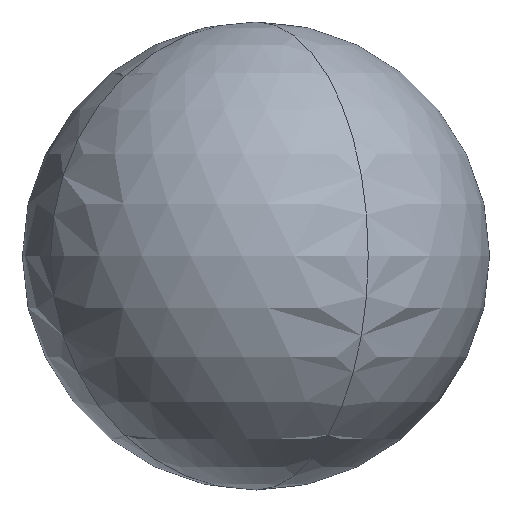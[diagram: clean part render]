
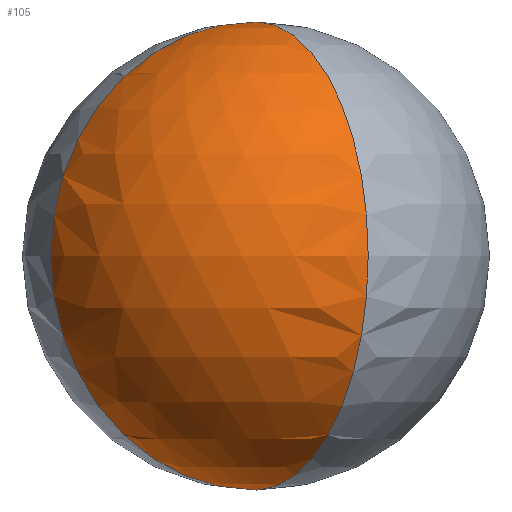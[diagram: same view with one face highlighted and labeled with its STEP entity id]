
A CAD part, top view. The second image highlights one B-rep face of the part: STEP entity #105.
In plain terms, the highlighted spherical face has radius 31.75 mm.
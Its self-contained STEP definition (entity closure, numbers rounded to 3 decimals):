
#61=CARTESIAN_POINT('Vertex',(0.,163.917,0.)) ;
#63=CARTESIAN_POINT('Vertex',(0.,227.417,0.)) ;
#66=CARTESIAN_POINT('Axis2P3D Location',(0.,195.667,0.)) ;
#91=CARTESIAN_POINT('Axis2P3D Location',(0.,195.667,0.)) ;
#96=CARTESIAN_POINT('Axis2P3D Location',(0.,195.667,0.)) ;
#67=DIRECTION('Axis2P3D Direction',(-0.878,0.,0.479)) ;
#92=DIRECTION('Axis2P3D Direction',(0.,1.,0.)) ;
#93=DIRECTION('Axis2P3D XDirection',(-0.878,0.,0.479)) ;
#97=DIRECTION('Axis2P3D Direction',(-0.479,0.,-0.878)) ;
#68=AXIS2_PLACEMENT_3D('Circle Axis2P3D',#66,#67,$) ;
#94=AXIS2_PLACEMENT_3D('Sphere Axis2P3D',#91,#92,#93) ;
#98=AXIS2_PLACEMENT_3D('Circle Axis2P3D',#96,#97,$) ;
#102=ORIENTED_EDGE('',*,*,#100,.F.) ;
#103=ORIENTED_EDGE('',*,*,#70,.F.) ;
#105=ADVANCED_FACE('PartBody',(#104),#95,.T.) ;
#69=CIRCLE('generated circle',#68,31.75) ;
#99=CIRCLE('generated circle',#98,31.75) ;
#70=EDGE_CURVE('',#64,#62,#69,.F.) ;
#100=EDGE_CURVE('',#62,#64,#99,.T.) ;
#101=EDGE_LOOP('',(#102,#103)) ;
#104=FACE_OUTER_BOUND('',#101,.T.) ;
#95=SPHERICAL_SURFACE('',#94,31.75) ;
#62=VERTEX_POINT('',#61) ;
#64=VERTEX_POINT('',#63) ;
